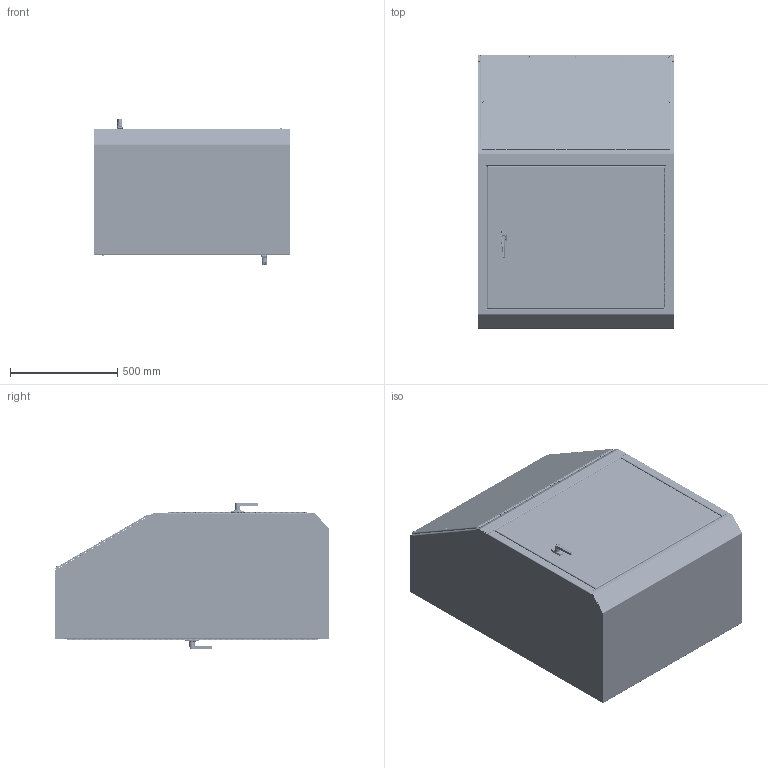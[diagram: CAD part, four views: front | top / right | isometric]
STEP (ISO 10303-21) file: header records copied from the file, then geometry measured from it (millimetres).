
FILE_DESCRIPTION(/* description */ ('WC14, CONSOLE BODY, CS, LEFT SIDE, 50X23'),/* implementation_level */ '2;1');
FILE_NAME(/* name */ 'WC1436B.stp',/* time_stamp */ '2017-06-26T14:19:22-05:00',/* author */ ('mraetz'),/* organization */ (''),/* preprocessor_version */ 'ST-DEVELOPER v16.1',/* originating_system */ 'Autodesk Inventor 2016',/* authorisation */ '');
FILE_SCHEMA (('AUTOMOTIVE_DESIGN { 1 0 10303 214 3 1 1 }'));
Products named in the file (48): WC14CONSOLEEWP-LS; WC1436BTOP; WC14CONSOLEEWP-RS; WC1436BABVDR; WC1436BBTM; WC1436BCVP; WC1436BFDR; WC1436BRDR; H5050135T-34.5; H5050135L-34.5; H5050135P-34.5; H5050135T-46; H5050135L-46; H5050135P-46; H5050135T-25.5; H5050135L-25.5; H5050135P-25.5; FUN00106; FUN00100_STOCK-19.75; 37633; 3889; 34938; 34984; 37210; 39077; 39035; 388115; 38623; HFW3121; HFW31233; HFW3681; CHUTE_BOLT_GUIDE_ASSM; 3244; 3761; 3934; 39036; 3023WIE; 37033; 3862; 31215 ...
Assembly tree (101 placements, depth 3):
  WC1436B
    WC14CONSOLEEWP-LS
    WC1436BTOP
    WC14CONSOLEEWP-RS
    WC1436BABVDR
    WC1436BBTM
    WC1436BCVP
    WC1436BFDR
    WC1436BRDR
    H5050135T-34.5
    H5050135L-34.5
    H5050135P-34.5
    H5050135T-46
    H5050135L-46
    H5050135P-46
    H5050135T-25.5
    H5050135L-25.5
    H5050135P-25.5
    FUN00106  x2
    FUN00100_STOCK-19.75  x4
    37633  x2
    3889  x2
    34938  x4
    34984  x7
    37210  x7
    39077  x7
    39035  x7
    388115  x2
    38623
    CHUTE_BOLT_GUIDE_ASSM  x4
      HFW3121
      HFW31233
      HFW3681
    3244  x2
    3761  x2
    3934  x2
    39036  x4
    3023WIE  x4
    37033_1  x2
      37033
      3862
      31215
      HFW3762
    37032_1  x2
      37032
      3862
      31215
      HFW3762
    WC1436BFRONTDRGSKT
    WC1436BBACKDRGSKT
    WC1436BCVPGSKT
Bounding box: 917.58 x 1273.94 x 677.65 mm (x, y, z)
Volume: 11224314.6 mm3; surface area: 11564288.3 mm2
Topology: 115 solids, 213 shells, 5312 faces, 13739 edges, 8889 vertices
Faces by surface type: plane 2946, cylinder 1397, bspline 572, cone 209, torus 122, sphere 66
Full cylindrical faces by diameter (mm): 2.5 x4, 3.17 x2, 3.175 x3, 3.302 x2, 3.505 x212, 3.962 x7, 4 x6, 4.039 x4, 4.255 x7, 4.775 x7, 4.978 x7, 5.08 x8, 5.69 x8, 6.128 x4, 6.172 x4, 6.299 x7, 6.337 x12, 6.35 x23, 6.528 x7, 7.023 x32, 7.061 x7, 7.144 x4, 7.798 x4, 7.938 x29, 8.382 x8, 9.525 x4, 10.16 x8, 10.312 x7, 11.112 x13, 11.506 x7
Entity records: 120494 total; most frequent: CARTESIAN_POINT 42571, ORIENTED_EDGE 15630, DIRECTION 14631, EDGE_CURVE 7813, VERTEX_POINT 5265, LINE 4995, VECTOR 4995, AXIS2_PLACEMENT_3D 4818
